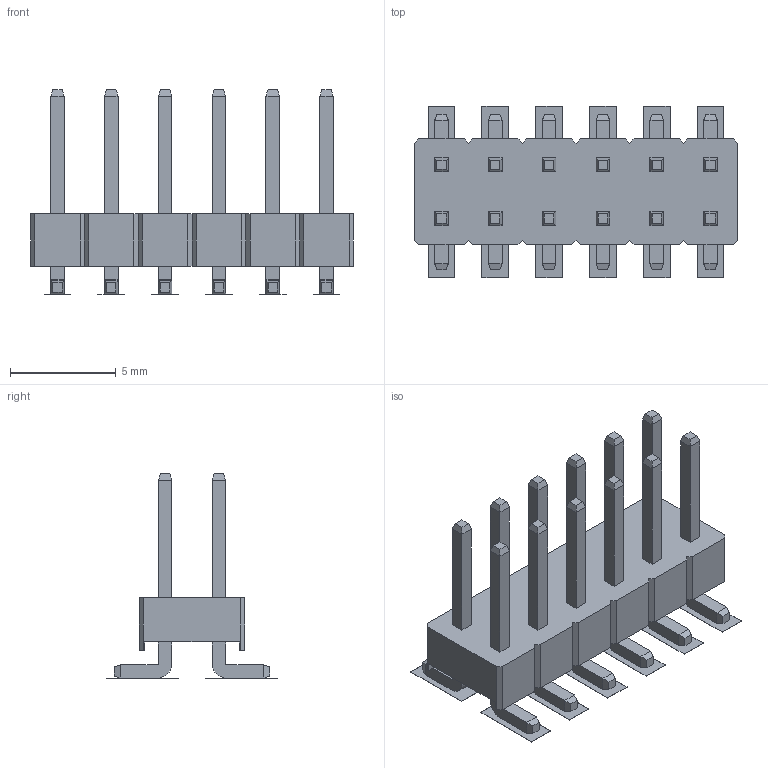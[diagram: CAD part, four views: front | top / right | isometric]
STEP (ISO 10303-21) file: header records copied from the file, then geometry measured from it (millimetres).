
FILE_DESCRIPTION(/* description */ (''),/* implementation_level */ '2;1');
FILE_NAME(/* name */ '080-1928-000_1.stp',/* time_stamp */ '2023-11-01T20:46:14+03:00',/* author */ (''),/* organization */ (''),/* preprocessor_version */ 'ST-DEVELOPER v16.7',/* originating_system */ 'SIEMENS PLM Software NX 12.0',/* authorisation */ '');
FILE_SCHEMA (('AUTOMOTIVE_DESIGN { 1 0 10303 214 3 1 1 1 }'));
Length unit declared in the file: millimetre
Products named in the file (1): 080-1928-000_1
Bounding box: 15.24 x 8.08 x 9.65 mm (x, y, z)
Volume: 208.3 mm3; surface area: 625.9 mm2
Topology: 1 solids, 1 shells, 416 faces, 1014 edges, 636 vertices
Faces by surface type: plane 392, cylinder 24
Entity records: 14121 total; most frequent: CARTESIAN_POINT 2067, ORIENTED_EDGE 2028, DIRECTION 1896, EDGE_CURVE 1014, LINE 966, VECTOR 966, VERTEX_POINT 636, AXIS2_PLACEMENT_3D 465
